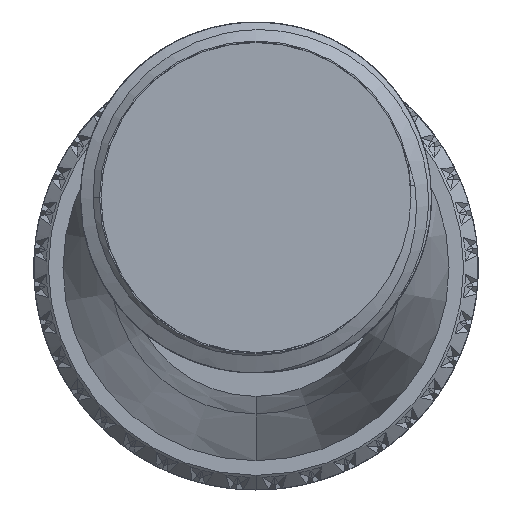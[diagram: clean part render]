
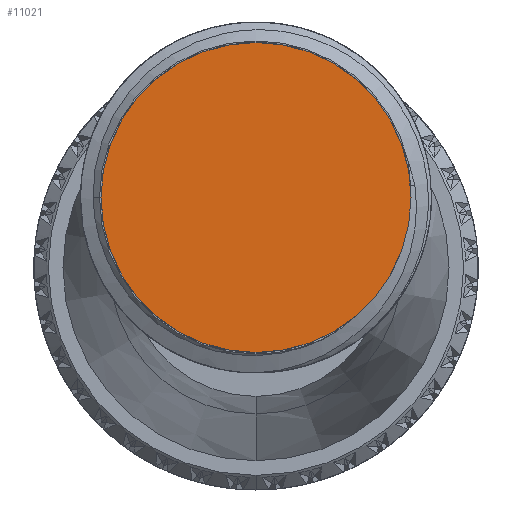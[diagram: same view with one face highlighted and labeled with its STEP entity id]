
A CAD part, left-side view. The second image highlights one B-rep face of the part: STEP entity #11021.
In plain terms, the highlighted planar face has unit normal (-1, 0, 0).
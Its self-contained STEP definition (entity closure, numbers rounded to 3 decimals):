
#6884=CARTESIAN_POINT('',(-59.,0.,2.4));
#6885=DIRECTION('',(1.,0.,0.));
#6886=DIRECTION('',(0.,1.,0.));
#6887=AXIS2_PLACEMENT_3D('',#6884,#6885,#6886);
#6889=CARTESIAN_POINT('',(-59.,0.,2.4));
#6890=DIRECTION('',(1.,0.,0.));
#6891=DIRECTION('',(0.,-1.,0.));
#6892=AXIS2_PLACEMENT_3D('',#6889,#6890,#6891);
#7182=CARTESIAN_POINT('',(-59.,-5.3,2.4));
#7183=VERTEX_POINT('',#7182);
#7184=CARTESIAN_POINT('',(-59.,5.3,2.4));
#7185=VERTEX_POINT('',#7184);
#11012=CARTESIAN_POINT('',(-59.,0.,0.));
#11013=DIRECTION('',(-1.,0.,0.));
#11014=DIRECTION('',(0.,-1.,0.));
#11015=AXIS2_PLACEMENT_3D('',#11012,#11013,#11014);
#11016=PLANE('',#11015);
#11017=ORIENTED_EDGE('',*,*,#10991,.T.);
#11018=ORIENTED_EDGE('',*,*,#11005,.T.);
#11019=EDGE_LOOP('',(#11017,#11018));
#11020=FACE_OUTER_BOUND('',#11019,.F.);
#11021=ADVANCED_FACE('',(#11020),#11016,.T.);
#6888=CIRCLE('',#6887,5.3);
#6893=CIRCLE('',#6892,5.3);
#10991=EDGE_CURVE('',#7185,#7183,#6888,.T.);
#11005=EDGE_CURVE('',#7183,#7185,#6893,.T.);
